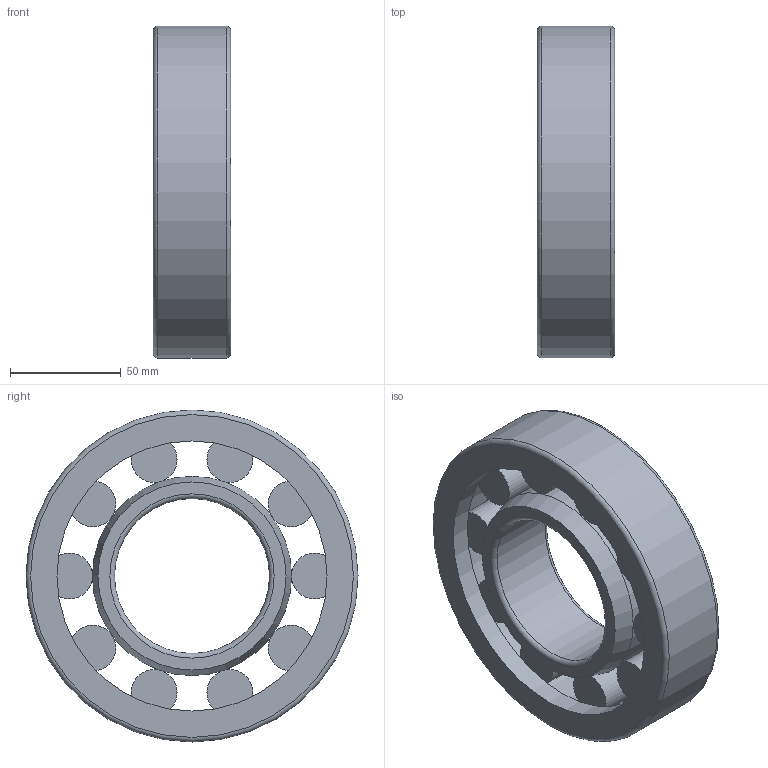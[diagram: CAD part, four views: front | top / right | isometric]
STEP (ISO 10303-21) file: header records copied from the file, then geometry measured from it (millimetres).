
FILE_DESCRIPTION(/* description */ ('STEP AP214'),/* implementation_level */ '2;1');
FILE_NAME(/* name */ 'NU314',/* time_stamp */ '2024-09-23T13:37:51+02:00',/* author */ ('License CC BY-ND 4.0'),/* organization */ ('CADENAS'),/* preprocessor_version */ 'ST-DEVELOPER v19.3',/* originating_system */ 'PARTsolutions',/* authorisation */ ' ');
FILE_SCHEMA (('AUTOMOTIVE_DESIGN {1 0 10303 214 3 1 1}'));
Length unit declared in the file: millimetre
Products named in the file (4): NU314; NU314 Inner ring; NU314 Outer ring; NU314 Roller
Assembly tree (12 placements, depth 2):
  NU314
    NU314 Inner ring
    NU314 Outer ring
    NU314 Roller  x10
Bounding box: 35 x 150 x 150 mm (x, y, z)
Volume: 313673.6 mm3; surface area: 83711.5 mm2
Topology: 12 solids, 12 shells, 48 faces, 60 edges, 38 vertices
Faces by surface type: plane 26, cylinder 16, torus 4, cone 2
Full cylindrical faces by diameter (mm): 20.739 x10, 70 x1, 90 x1, 122 x2, 131.482 x1, 150 x1
Entity records: 595 total; most frequent: DIRECTION 108, CARTESIAN_POINT 74, AXIS2_PLACEMENT_3D 54, ORIENTED_EDGE 40, EDGE_LOOP 40, FACE_BOUND 40, ADVANCED_FACE 21, EDGE_CURVE 20
